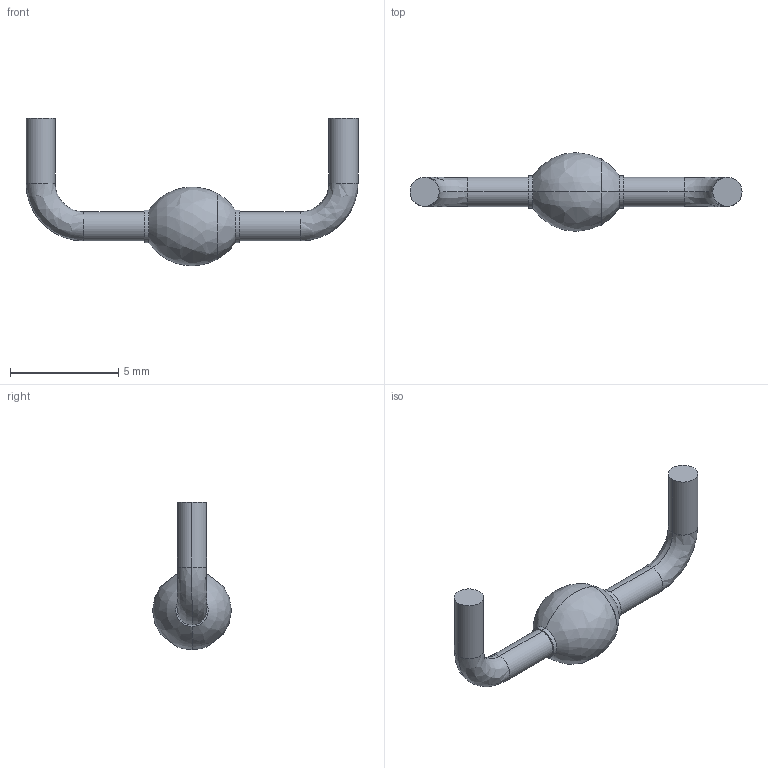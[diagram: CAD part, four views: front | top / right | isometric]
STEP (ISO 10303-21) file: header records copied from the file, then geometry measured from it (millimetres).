
FILE_DESCRIPTION (( 'STEP AP214' ), '1' );
FILE_NAME ('User Library-KD29-C.STEP', '2019-04-04T13:25:02', ( '' ), ( '' ), 'SwSTEP 2.0', 'SolidWorks 2019', '' );
FILE_SCHEMA (( 'AUTOMOTIVE_DESIGN' ));
Length unit declared in the file: millimetre
Products named in the file (1): User Library-KD29-C
Bounding box: 15.35 x 3.64 x 6.82 mm (x, y, z)
Volume: 55.9 mm3; surface area: 124.4 mm2
Topology: 1 solids, 1 shells, 26 faces, 50 edges, 28 vertices
Faces by surface type: cylinder 12, bspline 8, plane 4, cone 2
Entity records: 1070 total; most frequent: CARTESIAN_POINT 225, DIRECTION 124, ORIENTED_EDGE 100, AXIS2_PLACEMENT_3D 55, EDGE_CURVE 50, CIRCLE 36, UNCERTAINTY_MEASURE_WITH_UNIT 29, SURFACE_STYLE_FILL_AREA 28
